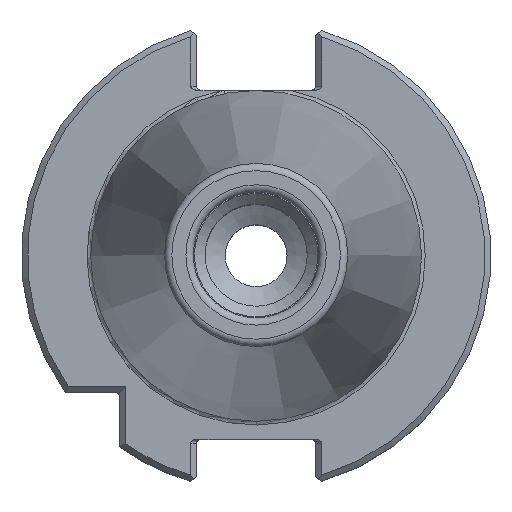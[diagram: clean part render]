
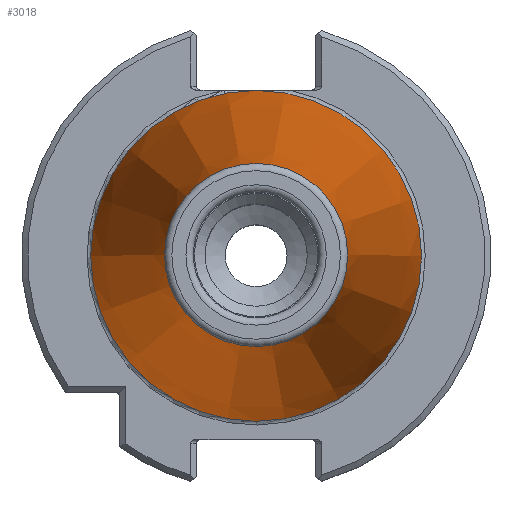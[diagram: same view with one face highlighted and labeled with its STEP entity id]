
A CAD part, top view. The second image highlights one B-rep face of the part: STEP entity #3018.
In plain terms, the highlighted conical face has half-angle 8.297 degrees and reference radius 22.395 mm.
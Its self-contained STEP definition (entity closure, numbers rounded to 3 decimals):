
#398=CONICAL_SURFACE('',#3208,22.395,0.145);
#530=ORIENTED_EDGE('',*,*,#1039,.F.);
#531=ORIENTED_EDGE('',*,*,#1069,.T.);
#1039=EDGE_CURVE('',#1337,#1337,#1544,.T.);
#1069=EDGE_CURVE('',#1359,#1359,#1554,.T.);
#1337=VERTEX_POINT('',#4094);
#1359=VERTEX_POINT('',#4237);
#1544=CIRCLE('',#3188,12.397);
#1554=CIRCLE('',#3209,22.395);
#1688=EDGE_LOOP('',(#530));
#1689=EDGE_LOOP('',(#531));
#1879=FACE_BOUND('',#1688,.T.);
#1880=FACE_BOUND('',#1689,.T.);
#3018=ADVANCED_FACE('',(#1879,#1880),#398,.T.);
#3188=AXIS2_PLACEMENT_3D('',#4093,#3520,#3521);
#3208=AXIS2_PLACEMENT_3D('',#4235,#3560,#3561);
#3209=AXIS2_PLACEMENT_3D('',#4236,#3562,#3563);
#3520=DIRECTION('',(0.,0.,1.));
#3521=DIRECTION('',(1.,0.,0.));
#3560=DIRECTION('',(0.,0.,-1.));
#3561=DIRECTION('',(-1.,0.,0.));
#3562=DIRECTION('',(0.,0.,1.));
#3563=DIRECTION('',(1.,0.,0.));
#4093=CARTESIAN_POINT('',(0.,0.,67.394));
#4094=CARTESIAN_POINT('',(12.397,0.,67.394));
#4235=CARTESIAN_POINT('',(0.,0.,-1.163));
#4236=CARTESIAN_POINT('',(0.,0.,-1.163));
#4237=CARTESIAN_POINT('',(22.395,0.,-1.163));
